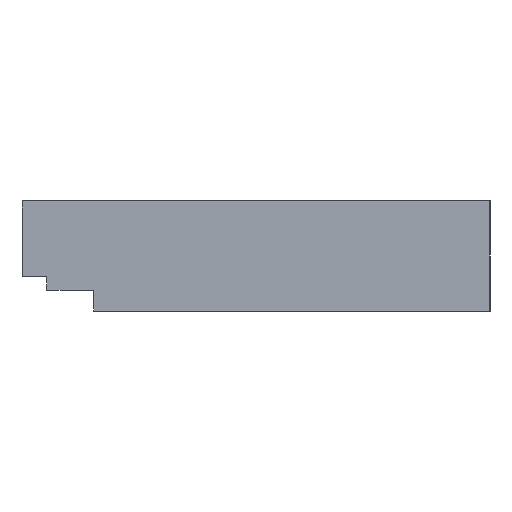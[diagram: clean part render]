
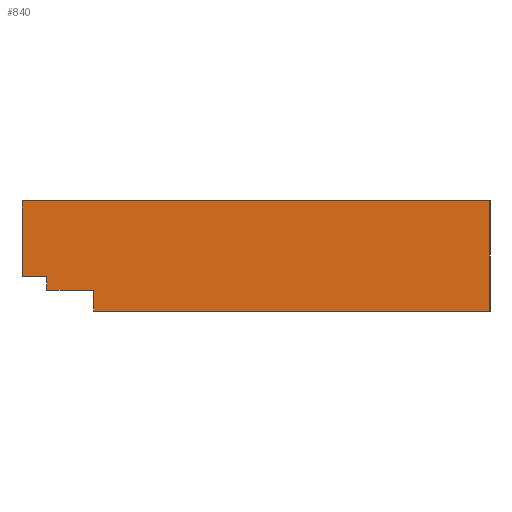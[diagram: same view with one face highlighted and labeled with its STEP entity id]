
A CAD part, left-side view. The second image highlights one B-rep face of the part: STEP entity #840.
In plain terms, the highlighted planar face has unit normal (-1, 0, 0).
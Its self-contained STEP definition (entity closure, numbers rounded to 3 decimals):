
#7 = VECTOR ( 'NONE', #1110, 1000. ) ;
#44 = VECTOR ( 'NONE', #993, 1000. ) ;
#66 = LINE ( 'NONE', #1016, #44 ) ;
#89 = ORIENTED_EDGE ( 'NONE', *, *, #640, .T. ) ;
#113 = VERTEX_POINT ( 'NONE', #573 ) ;
#120 = EDGE_LOOP ( 'NONE', ( #727, #138, #219, #135, #1000, #89, #513, #1180 ) ) ;
#135 = ORIENTED_EDGE ( 'NONE', *, *, #188, .F. ) ;
#138 = ORIENTED_EDGE ( 'NONE', *, *, #415, .T. ) ;
#148 = DIRECTION ( 'NONE',  ( 0., 0., -1. ) ) ;
#188 = EDGE_CURVE ( 'NONE', #668, #365, #1365, .T. ) ;
#219 = ORIENTED_EDGE ( 'NONE', *, *, #826, .T. ) ;
#245 = EDGE_CURVE ( 'NONE', #1509, #762, #1328, .T. ) ;
#250 = VERTEX_POINT ( 'NONE', #1028 ) ;
#256 = EDGE_CURVE ( 'NONE', #762, #537, #1112, .T. ) ;
#299 = PLANE ( 'NONE',  #985 ) ;
#323 = EDGE_CURVE ( 'NONE', #537, #1317, #1015, .T. ) ;
#365 = VERTEX_POINT ( 'NONE', #925 ) ;
#367 = DIRECTION ( 'NONE',  ( 0., -1., 0. ) ) ;
#373 = CARTESIAN_POINT ( 'NONE',  ( 0., 32.2, 1.5 ) ) ;
#415 = EDGE_CURVE ( 'NONE', #1317, #113, #1230, .T. ) ;
#493 = VECTOR ( 'NONE', #148, 1000. ) ;
#498 = DIRECTION ( 'NONE',  ( 0., 0., -1. ) ) ;
#503 = CARTESIAN_POINT ( 'NONE',  ( 0., 34., 8. ) ) ;
#513 = ORIENTED_EDGE ( 'NONE', *, *, #245, .T. ) ;
#530 = DIRECTION ( 'NONE',  ( 1., 0., 0. ) ) ;
#537 = VERTEX_POINT ( 'NONE', #597 ) ;
#557 = CARTESIAN_POINT ( 'NONE',  ( 0., 34., 2.5 ) ) ;
#573 = CARTESIAN_POINT ( 'NONE',  ( 0., 28.8, 0. ) ) ;
#577 = LINE ( 'NONE', #956, #790 ) ;
#597 = CARTESIAN_POINT ( 'NONE',  ( 0., 32.2, 1.5 ) ) ;
#638 = VECTOR ( 'NONE', #698, 1000. ) ;
#640 = EDGE_CURVE ( 'NONE', #250, #1509, #577, .T. ) ;
#651 = LINE ( 'NONE', #503, #7 ) ;
#668 = VERTEX_POINT ( 'NONE', #987 ) ;
#698 = DIRECTION ( 'NONE',  ( 0., 0., -1. ) ) ;
#727 = ORIENTED_EDGE ( 'NONE', *, *, #323, .T. ) ;
#744 = EDGE_CURVE ( 'NONE', #250, #668, #651, .T. ) ;
#745 = CARTESIAN_POINT ( 'NONE',  ( 0., 34., 8. ) ) ;
#762 = VERTEX_POINT ( 'NONE', #858 ) ;
#790 = VECTOR ( 'NONE', #498, 1000. ) ;
#796 = VECTOR ( 'NONE', #367, 1000. ) ;
#826 = EDGE_CURVE ( 'NONE', #113, #365, #66, .T. ) ;
#840 = ADVANCED_FACE ( 'NONE', ( #1375 ), #299, .F. ) ;
#858 = CARTESIAN_POINT ( 'NONE',  ( 0., 32.2, 2.5 ) ) ;
#881 = DIRECTION ( 'NONE',  ( 0., 0., -1. ) ) ;
#925 = CARTESIAN_POINT ( 'NONE',  ( 0., 0., 0. ) ) ;
#956 = CARTESIAN_POINT ( 'NONE',  ( 0., 34., 8. ) ) ;
#985 = AXIS2_PLACEMENT_3D ( 'NONE', #745, #530, #881 ) ;
#987 = CARTESIAN_POINT ( 'NONE',  ( 0., 0., 8. ) ) ;
#993 = DIRECTION ( 'NONE',  ( 0., -1., 0. ) ) ;
#994 = VECTOR ( 'NONE', #1063, 1000. ) ;
#1000 = ORIENTED_EDGE ( 'NONE', *, *, #744, .F. ) ;
#1001 = CARTESIAN_POINT ( 'NONE',  ( 0., 28.8, 1.5 ) ) ;
#1015 = LINE ( 'NONE', #373, #796 ) ;
#1016 = CARTESIAN_POINT ( 'NONE',  ( 0., 34., 0. ) ) ;
#1028 = CARTESIAN_POINT ( 'NONE',  ( 0., 34., 8. ) ) ;
#1062 = DIRECTION ( 'NONE',  ( 0., 0., -1. ) ) ;
#1063 = DIRECTION ( 'NONE',  ( 0., -1., 0. ) ) ;
#1077 = CARTESIAN_POINT ( 'NONE',  ( 0., 28.8, 1.5 ) ) ;
#1110 = DIRECTION ( 'NONE',  ( 0., -1., 0. ) ) ;
#1112 = LINE ( 'NONE', #1429, #638 ) ;
#1150 = CARTESIAN_POINT ( 'NONE',  ( 0., 32.2, 2.5 ) ) ;
#1180 = ORIENTED_EDGE ( 'NONE', *, *, #256, .T. ) ;
#1230 = LINE ( 'NONE', #1077, #493 ) ;
#1293 = VECTOR ( 'NONE', #1062, 1000. ) ;
#1317 = VERTEX_POINT ( 'NONE', #1001 ) ;
#1328 = LINE ( 'NONE', #1150, #994 ) ;
#1365 = LINE ( 'NONE', #1420, #1293 ) ;
#1375 = FACE_OUTER_BOUND ( 'NONE', #120, .T. ) ;
#1420 = CARTESIAN_POINT ( 'NONE',  ( 0., 0., 8. ) ) ;
#1429 = CARTESIAN_POINT ( 'NONE',  ( 0., 32.2, 1.5 ) ) ;
#1509 = VERTEX_POINT ( 'NONE', #557 ) ;
